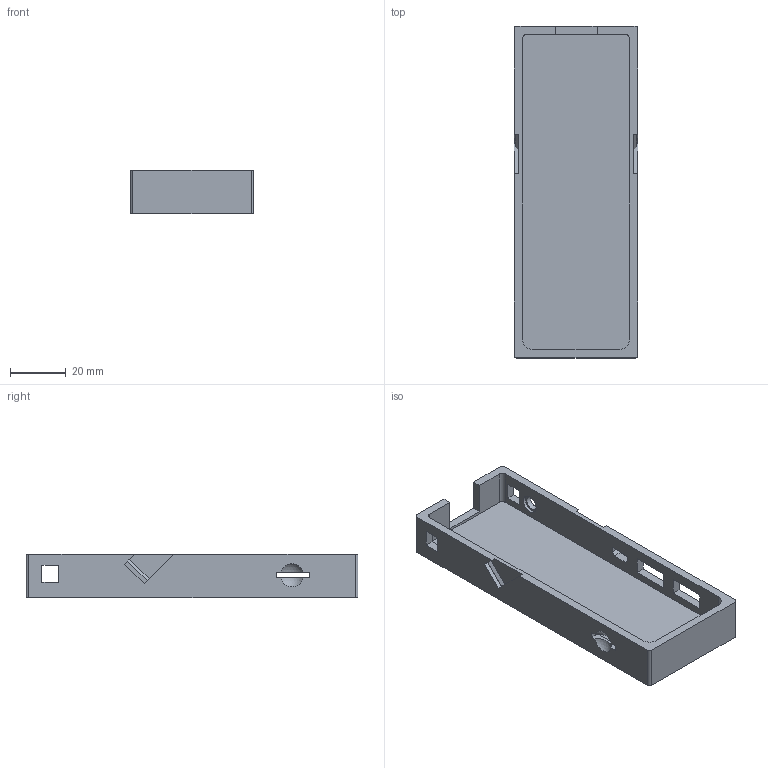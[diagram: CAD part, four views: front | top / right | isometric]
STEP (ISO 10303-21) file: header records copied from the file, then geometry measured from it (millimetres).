
FILE_DESCRIPTION(('STEP AP242'), '1');
FILE_NAME('ics-Body', '', ('UNSPECIFIED'), ('UNSPECIFIED'), 'C3D Converter', 'C3D Toolkit', '');
FILE_SCHEMA(('AP242_MANAGED_MODEL_BASED_3D_ENGINEERING_MIM_LF { 1 0 10303 442 1 1 4 }'));
Length unit declared in the file: millimetre
Products named in the file (1): Body
Bounding box: 44.5 x 119.5 x 15.5 mm (x, y, z)
Volume: 26091.5 mm3; surface area: 19187.8 mm2
Topology: 1 solids, 1 shells, 67 faces, 192 edges, 128 vertices
Faces by surface type: plane 55, cylinder 10, sphere 2
Full cylindrical faces by diameter (mm): 5.041 x1, 6.473 x1
Entity records: 2764 total; most frequent: CARTESIAN_POINT 386, ORIENTED_EDGE 380, DIRECTION 350, EDGE_CURVE 190, LINE 166, VECTOR 166, VERTEX_POINT 128, AXIS2_PLACEMENT_3D 92
